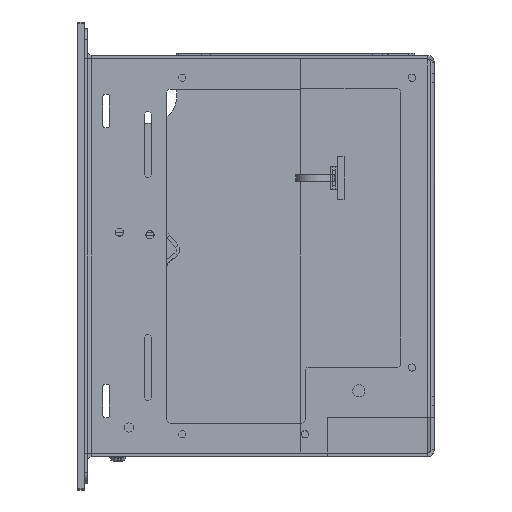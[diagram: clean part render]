
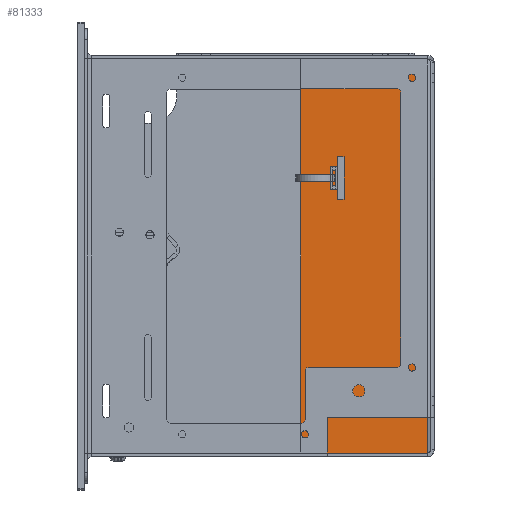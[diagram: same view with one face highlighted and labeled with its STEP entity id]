
A CAD part, left-side view. The second image highlights one B-rep face of the part: STEP entity #81333.
In plain terms, the highlighted planar face has unit normal (-1, 0, 0).
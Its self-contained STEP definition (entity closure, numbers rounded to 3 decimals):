
#1777 = EDGE_LOOP ( 'NONE', ( #94658, #43495, #107206, #115713 ) ) ;
#2442 = VECTOR ( 'NONE', #89645, 1000. ) ;
#4843 = LINE ( 'NONE', #90285, #88928 ) ;
#13349 = CARTESIAN_POINT ( 'NONE',  ( 1366.5, -100., 88.4 ) ) ;
#16956 = CARTESIAN_POINT ( 'NONE',  ( 1366.5, -156.9, -88.4 ) ) ;
#20152 = DIRECTION ( 'NONE',  ( 0., 0., 1. ) ) ;
#21798 = EDGE_CURVE ( 'NONE', #37544, #47736, #56252, .T. ) ;
#23494 = CARTESIAN_POINT ( 'NONE',  ( 1366.5, -158.5, 0. ) ) ;
#29568 = EDGE_CURVE ( 'NONE', #114352, #130993, #130569, .T. ) ;
#31433 = CARTESIAN_POINT ( 'NONE',  ( 1366.5, -156.9, 0. ) ) ;
#37544 = VERTEX_POINT ( 'NONE', #87285 ) ;
#43495 = ORIENTED_EDGE ( 'NONE', *, *, #88627, .F. ) ;
#47736 = VERTEX_POINT ( 'NONE', #13349 ) ;
#50968 = CARTESIAN_POINT ( 'NONE',  ( 1366.5, -156.9, -88.4 ) ) ;
#56252 = LINE ( 'NONE', #105423, #119153 ) ;
#62991 = VECTOR ( 'NONE', #20152, 1000. ) ;
#71897 = PLANE ( 'NONE',  #136821 ) ;
#76079 = EDGE_CURVE ( 'NONE', #130993, #47736, #4843, .T. ) ;
#81333 = ADVANCED_FACE ( 'NONE', ( #96082 ), #71897, .T. ) ;
#87285 = CARTESIAN_POINT ( 'NONE',  ( 1366.5, -100., -88.4 ) ) ;
#88627 = EDGE_CURVE ( 'NONE', #114352, #37544, #100915, .T. ) ;
#88928 = VECTOR ( 'NONE', #125767, 1000. ) ;
#89645 = DIRECTION ( 'NONE',  ( 0., 1., 0. ) ) ;
#90285 = CARTESIAN_POINT ( 'NONE',  ( 1366.5, -156.9, 88.4 ) ) ;
#94658 = ORIENTED_EDGE ( 'NONE', *, *, #21798, .F. ) ;
#96082 = FACE_OUTER_BOUND ( 'NONE', #1777, .T. ) ;
#100915 = LINE ( 'NONE', #50968, #2442 ) ;
#105423 = CARTESIAN_POINT ( 'NONE',  ( 1366.5, -100., 0. ) ) ;
#107206 = ORIENTED_EDGE ( 'NONE', *, *, #29568, .T. ) ;
#108957 = DIRECTION ( 'NONE',  ( -1., 0., 0. ) ) ;
#114352 = VERTEX_POINT ( 'NONE', #16956 ) ;
#115713 = ORIENTED_EDGE ( 'NONE', *, *, #76079, .T. ) ;
#119153 = VECTOR ( 'NONE', #128790, 1000. ) ;
#125767 = DIRECTION ( 'NONE',  ( 0., 1., 0. ) ) ;
#126351 = CARTESIAN_POINT ( 'NONE',  ( 1366.5, -156.9, 88.4 ) ) ;
#128790 = DIRECTION ( 'NONE',  ( 0., 0., 1. ) ) ;
#130569 = LINE ( 'NONE', #31433, #62991 ) ;
#130993 = VERTEX_POINT ( 'NONE', #126351 ) ;
#136821 = AXIS2_PLACEMENT_3D ( 'NONE', #23494, #108957, #145238 ) ;
#145238 = DIRECTION ( 'NONE',  ( 0., 1., 0. ) ) ;
